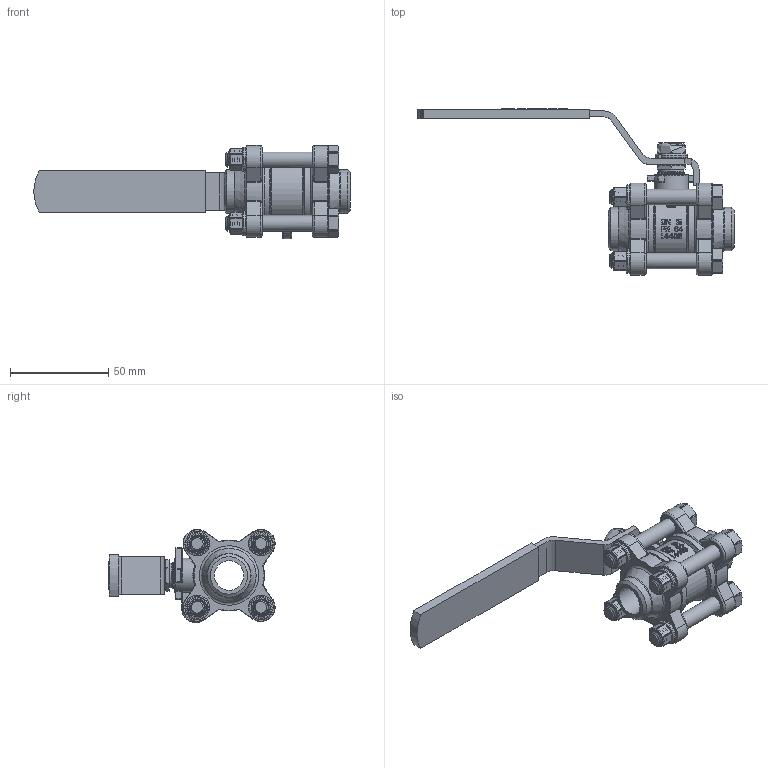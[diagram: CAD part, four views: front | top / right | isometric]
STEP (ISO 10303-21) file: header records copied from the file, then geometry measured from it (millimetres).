
FILE_DESCRIPTION((''),'2;1');
FILE_NAME('913-15.stp','2012-04-16T12:04:31',('gkl'),(''),'Autodesk Inventor 2012','Autodesk Inventor 2012','');
FILE_SCHEMA(('AUTOMOTIVE_DESIGN { 1 0 10303 214 1 1 1 1 }'));
Length unit declared in the file: millimetre
Products named in the file (1): 9115zh-3_asm
Bounding box: 160.82 x 84.42 x 47.52 mm (x, y, z)
Volume: 74638.3 mm3; surface area: 59159.2 mm2
Topology: 29 solids, 29 shells, 1643 faces, 4586 edges, 3048 vertices
Faces by surface type: plane 893, cylinder 422, bspline 117, cone 101, torus 86, sphere 24
Full cylindrical faces by diameter (mm): 8 x44, 8.8 x8, 9 x1, 9.5 x4, 10 x2, 12.5 x2, 12.504 x1, 12.7 x1, 13 x2, 13.1 x6, 15 x4, 15.1 x1, 22.128 x2, 25 x4, 26.5 x2, 28.2 x4, 32.3 x4, 36 x2
Entity records: 75780 total; most frequent: CARTESIAN_POINT 36724, ORIENTED_EDGE 8564, DIRECTION 7426, EDGE_CURVE 4282, VERTEX_POINT 2922, AXIS2_PLACEMENT_3D 2701, VECTOR 2024, LINE 2024
